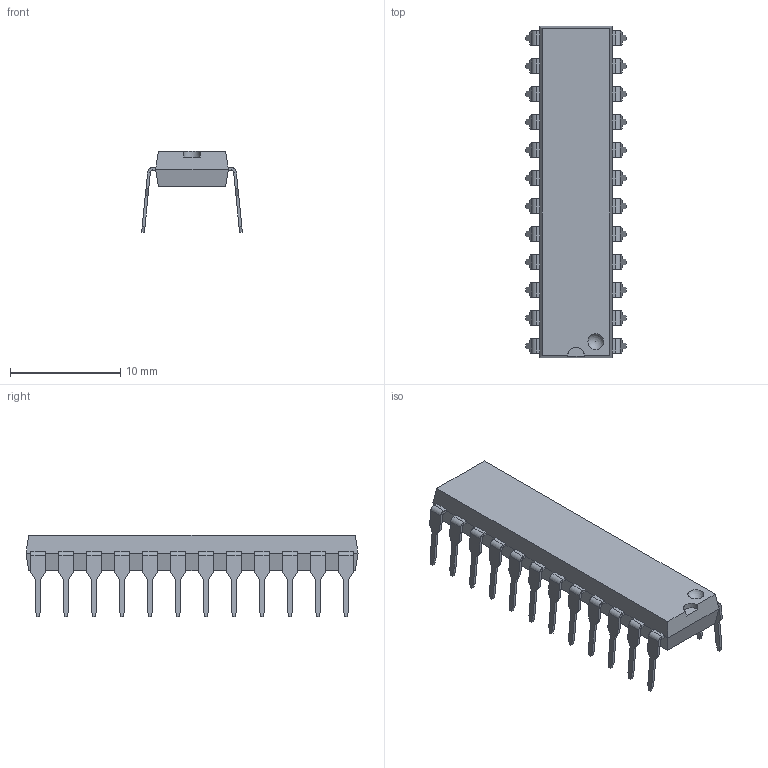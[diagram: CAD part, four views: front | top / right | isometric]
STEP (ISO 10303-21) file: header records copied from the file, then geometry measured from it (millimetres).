
FILE_DESCRIPTION(('FreeCAD Model'),'2;1');
FILE_NAME('DIP-24 N.step','2021-07-02T19:01:25',( ''),(''),'Open CASCADE STEP processor 7.3','FreeCAD','Unknown');
FILE_SCHEMA(('AUTOMOTIVE_DESIGN { 1 0 10303 214 1 1 1 1 }'));
Length unit declared in the file: millimetre
Products named in the file (1): 24_Pin_DIP
Bounding box: 9.14 x 30.12 x 7.35 mm (x, y, z)
Volume: 636.3 mm3; surface area: 909.3 mm2
Topology: 1 solids, 1 shells, 469 faces, 1205 edges, 738 vertices
Faces by surface type: plane 411, cylinder 49, bspline 8, sphere 1
Entity records: 32558 total; most frequent: CARTESIAN_POINT 7292, DIRECTION 3358, ORIENTED_EDGE 2408, PCURVE 2408, DEFINITIONAL_REPRESENTATION 2408, LINE 2183, VECTOR 2183, B_SPLINE_CURVE_WITH_KNOTS 1230
